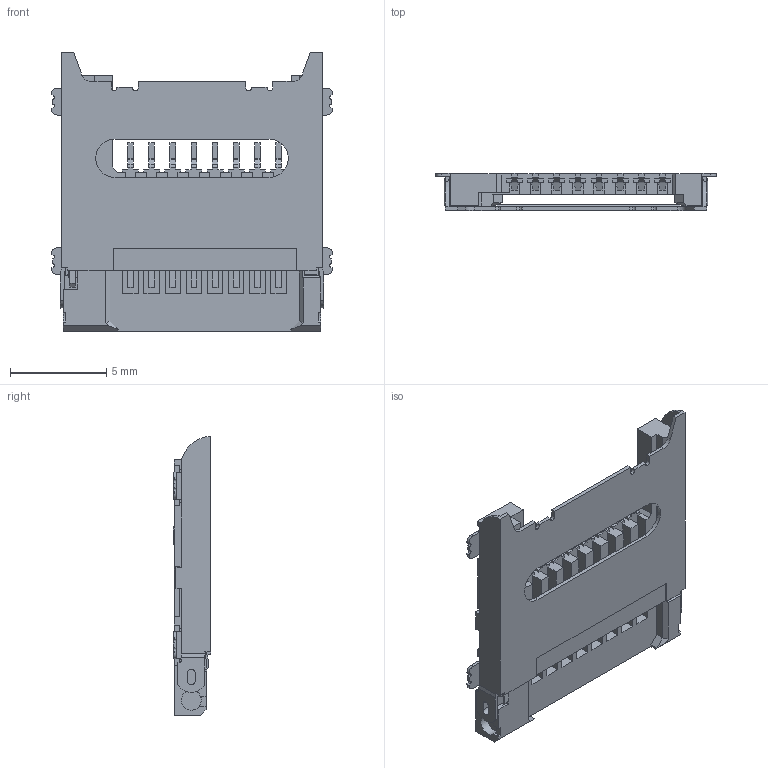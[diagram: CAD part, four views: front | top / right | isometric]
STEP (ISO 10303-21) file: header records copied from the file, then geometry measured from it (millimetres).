
FILE_DESCRIPTION(/* description */ (''),/* implementation_level */ '2;1');
FILE_NAME(/* name */ '5009010801wbm000_01_214.stp',/* time_stamp */ '2022-06-10T13:30:09+05:00',/* author */ (''),/* organization */ (''),/* preprocessor_version */ 'ST-DEVELOPER v16.7',/* originating_system */ 'SIEMENS PLM Software NX 1919',/* authorisation */ '');
FILE_SCHEMA (('AUTOMOTIVE_DESIGN { 1 0 10303 214 3 1 1 1 }'));
Length unit declared in the file: millimetre
Products named in the file (1): 5009010801wbm000_01
Bounding box: 14.6 x 1.93 x 14.5 mm (x, y, z)
Volume: 149.1 mm3; surface area: 848.2 mm2
Topology: 1 solids, 17 shells, 939 faces, 2725 edges, 1788 vertices
Faces by surface type: plane 793, cylinder 134, torus 7, bspline 4, cone 1
Entity records: 30990 total; most frequent: CARTESIAN_POINT 5995, ORIENTED_EDGE 5450, DIRECTION 4836, EDGE_CURVE 2725, LINE 2394, VECTOR 2394, VERTEX_POINT 1788, AXIS2_PLACEMENT_3D 1221
